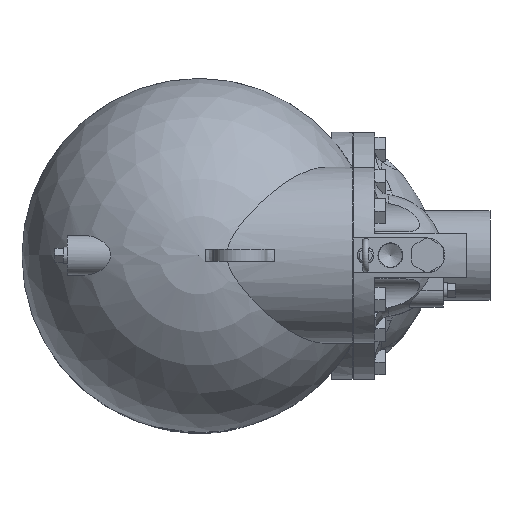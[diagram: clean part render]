
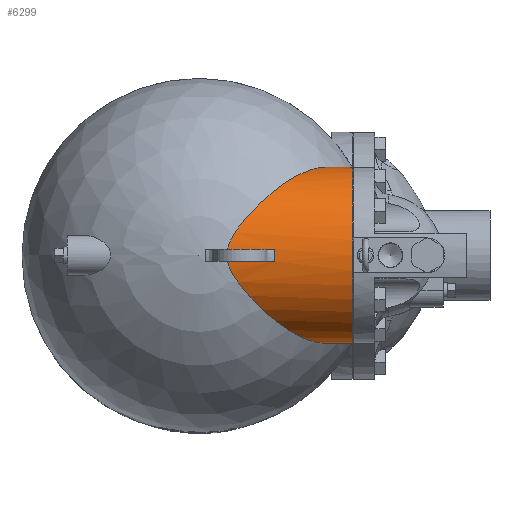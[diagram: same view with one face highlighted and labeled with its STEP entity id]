
A CAD part, top view. The second image highlights one B-rep face of the part: STEP entity #6299.
In plain terms, the highlighted cylindrical face has radius 107 mm (diameter 214 mm), a partial arc.
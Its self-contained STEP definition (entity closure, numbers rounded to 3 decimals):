
#569=LINE('',#12356,#1115);
#571=LINE('',#12361,#1117);
#605=LINE('',#12603,#1151);
#606=LINE('',#12606,#1152);
#1115=VECTOR('',#8230,10.);
#1117=VECTOR('',#8234,10.);
#1151=VECTOR('',#8386,10.);
#1152=VECTOR('',#8389,10.);
#1606=CIRCLE('',#6848,107.);
#1695=CYLINDRICAL_SURFACE('',#6847,107.);
#2002=FACE_OUTER_BOUND('',#2377,.T.);
#2377=EDGE_LOOP('',(#5745,#5746,#5747,#5748,#5749,#5750,#5751,#5752));
#2559=B_SPLINE_CURVE_WITH_KNOTS('',3,(#12272,#12273,#12274,#12275,#12276,
#12277,#12278,#12279,#12280,#12281,#12282,#12283,#12284,#12285,#12286,#12287,
#12288,#12289,#12290,#12291,#12292,#12293),.UNSPECIFIED.,.F.,.F.,(4,2,2,
2,2,2,2,2,2,2,4),(2.974,5.73,8.485,11.24,
13.996,15.583,17.171,18.759,20.346,
21.294,22.085),.UNSPECIFIED.);
#2560=B_SPLINE_CURVE_WITH_KNOTS('',3,(#12298,#12299,#12300,#12301,#12302,
#12303,#12304,#12305,#12306,#12307,#12308,#12309,#12310,#12311,#12312,#12313,
#12314,#12315,#12316,#12317,#12318,#12319,#12320,#12321),.UNSPECIFIED.,
 .F.,.F.,(4,2,2,2,2,2,2,2,2,2,2,4),(23.541,24.138,24.832,
25.526,26.913,28.3,29.687,32.461,
35.236,37.92,40.604,42.899),
 .UNSPECIFIED.);
#2570=B_SPLINE_CURVE_WITH_KNOTS('',3,(#12607,#12608,#12609,#12610),
 .UNSPECIFIED.,.F.,.F.,(4,4),(-45.73,-44.094),
 .UNSPECIFIED.);
#3098=VERTEX_POINT('',#12269);
#3099=VERTEX_POINT('',#12271);
#3100=VERTEX_POINT('',#12295);
#3101=VERTEX_POINT('',#12297);
#3106=VERTEX_POINT('',#12354);
#3108=VERTEX_POINT('',#12360);
#3161=VERTEX_POINT('',#12602);
#3162=VERTEX_POINT('',#12605);
#3955=EDGE_CURVE('',#3098,#3099,#2559,.T.);
#3958=EDGE_CURVE('',#3100,#3101,#2560,.T.);
#3966=EDGE_CURVE('',#3106,#3098,#569,.T.);
#3968=EDGE_CURVE('',#3108,#3101,#571,.T.);
#4046=EDGE_CURVE('',#3161,#3099,#605,.T.);
#4047=EDGE_CURVE('',#3108,#3106,#1606,.T.);
#4048=EDGE_CURVE('',#3100,#3162,#606,.T.);
#4049=EDGE_CURVE('',#3161,#3162,#2570,.T.);
#5745=ORIENTED_EDGE('',*,*,#4046,.T.);
#5746=ORIENTED_EDGE('',*,*,#3955,.F.);
#5747=ORIENTED_EDGE('',*,*,#3966,.F.);
#5748=ORIENTED_EDGE('',*,*,#4047,.F.);
#5749=ORIENTED_EDGE('',*,*,#3968,.T.);
#5750=ORIENTED_EDGE('',*,*,#3958,.F.);
#5751=ORIENTED_EDGE('',*,*,#4048,.T.);
#5752=ORIENTED_EDGE('',*,*,#4049,.F.);
#6299=ADVANCED_FACE('',(#2002),#1695,.T.);
#6847=AXIS2_PLACEMENT_3D('',#12601,#8384,#8385);
#6848=AXIS2_PLACEMENT_3D('',#12604,#8387,#8388);
#8230=DIRECTION('',(-1.,0.,0.));
#8234=DIRECTION('',(-1.,0.,0.));
#8384=DIRECTION('center_axis',(-1.,0.,0.));
#8385=DIRECTION('ref_axis',(0.,1.,0.));
#8386=DIRECTION('',(-1.,0.,0.));
#8387=DIRECTION('center_axis',(1.,0.,0.));
#8388=DIRECTION('ref_axis',(0.,1.,0.));
#8389=DIRECTION('',(1.,0.,0.));
#12269=CARTESIAN_POINT('',(153.9,-107.,235.313));
#12271=CARTESIAN_POINT('',(34.691,-7.5,342.05));
#12272=CARTESIAN_POINT('Ctrl Pts',(153.9,-107.,235.313));
#12273=CARTESIAN_POINT('Ctrl Pts',(148.713,-107.,242.893));
#12274=CARTESIAN_POINT('Ctrl Pts',(143.163,-106.183,250.615));
#12275=CARTESIAN_POINT('Ctrl Pts',(131.571,-102.876,265.736));
#12276=CARTESIAN_POINT('Ctrl Pts',(125.527,-100.387,273.133));
#12277=CARTESIAN_POINT('Ctrl Pts',(113.22,-93.956,287.084));
#12278=CARTESIAN_POINT('Ctrl Pts',(106.948,-90.011,293.643));
#12279=CARTESIAN_POINT('Ctrl Pts',(94.5,-81.064,305.549));
#12280=CARTESIAN_POINT('Ctrl Pts',(88.321,-76.063,310.896));
#12281=CARTESIAN_POINT('Ctrl Pts',(78.972,-67.776,318.21));
#12282=CARTESIAN_POINT('Ctrl Pts',(75.399,-64.45,320.836));
#12283=CARTESIAN_POINT('Ctrl Pts',(68.157,-57.317,325.771));
#12284=CARTESIAN_POINT('Ctrl Pts',(64.488,-53.511,328.08));
#12285=CARTESIAN_POINT('Ctrl Pts',(57.302,-45.554,332.236));
#12286=CARTESIAN_POINT('Ctrl Pts',(53.783,-41.406,334.082));
#12287=CARTESIAN_POINT('Ctrl Pts',(47.199,-32.878,337.239));
#12288=CARTESIAN_POINT('Ctrl Pts',(44.131,-28.501,338.55));
#12289=CARTESIAN_POINT('Ctrl Pts',(39.948,-21.344,340.199));
#12290=CARTESIAN_POINT('Ctrl Pts',(38.435,-18.439,340.758));
#12291=CARTESIAN_POINT('Ctrl Pts',(36.132,-12.843,341.571));
#12292=CARTESIAN_POINT('Ctrl Pts',(35.266,-10.195,341.861));
#12293=CARTESIAN_POINT('Ctrl Pts',(34.691,-7.5,342.05));
#12295=CARTESIAN_POINT('',(34.691,7.5,342.05));
#12297=CARTESIAN_POINT('',(153.9,107.,235.313));
#12298=CARTESIAN_POINT('Ctrl Pts',(34.691,7.5,342.05));
#12299=CARTESIAN_POINT('Ctrl Pts',(35.116,9.493,341.91));
#12300=CARTESIAN_POINT('Ctrl Pts',(35.694,11.434,341.717));
#12301=CARTESIAN_POINT('Ctrl Pts',(37.15,15.451,341.214));
#12302=CARTESIAN_POINT('Ctrl Pts',(38.068,17.524,340.889));
#12303=CARTESIAN_POINT('Ctrl Pts',(40.085,21.554,340.14));
#12304=CARTESIAN_POINT('Ctrl Pts',(41.185,23.511,339.717));
#12305=CARTESIAN_POINT('Ctrl Pts',(44.681,29.257,338.311));
#12306=CARTESIAN_POINT('Ctrl Pts',(47.266,32.926,337.192));
#12307=CARTESIAN_POINT('Ctrl Pts',(52.725,40.067,334.601));
#12308=CARTESIAN_POINT('Ctrl Pts',(55.598,43.533,333.129));
#12309=CARTESIAN_POINT('Ctrl Pts',(61.514,50.277,329.84));
#12310=CARTESIAN_POINT('Ctrl Pts',(64.558,53.555,328.022));
#12311=CARTESIAN_POINT('Ctrl Pts',(73.834,63.084,322.063));
#12312=CARTESIAN_POINT('Ctrl Pts',(80.186,69.006,317.423));
#12313=CARTESIAN_POINT('Ctrl Pts',(92.721,79.66,307.133));
#12314=CARTESIAN_POINT('Ctrl Pts',(98.908,84.387,301.483));
#12315=CARTESIAN_POINT('Ctrl Pts',(110.529,92.276,289.918));
#12316=CARTESIAN_POINT('Ctrl Pts',(116.417,95.781,283.582));
#12317=CARTESIAN_POINT('Ctrl Pts',(128.165,101.512,269.94));
#12318=CARTESIAN_POINT('Ctrl Pts',(134.026,103.738,262.635));
#12319=CARTESIAN_POINT('Ctrl Pts',(144.588,106.373,248.621));
#12320=CARTESIAN_POINT('Ctrl Pts',(149.342,107.,241.974));
#12321=CARTESIAN_POINT('Ctrl Pts',(153.9,107.,235.313));
#12354=CARTESIAN_POINT('',(187.,-107.,235.313));
#12356=CARTESIAN_POINT('',(187.,-107.,235.313));
#12360=CARTESIAN_POINT('',(187.,107.,235.313));
#12361=CARTESIAN_POINT('',(187.,107.,235.313));
#12601=CARTESIAN_POINT('Origin',(187.,0.,235.313));
#12602=CARTESIAN_POINT('',(91.78,-7.5,342.05));
#12603=CARTESIAN_POINT('',(187.,-7.5,342.05));
#12604=CARTESIAN_POINT('Origin',(187.,0.,235.313));
#12605=CARTESIAN_POINT('',(91.78,7.5,342.05));
#12606=CARTESIAN_POINT('',(187.,7.5,342.05));
#12607=CARTESIAN_POINT('Ctrl Pts',(91.78,-7.5,342.05));
#12608=CARTESIAN_POINT('Ctrl Pts',(91.852,-2.492,342.402));
#12609=CARTESIAN_POINT('Ctrl Pts',(91.852,2.498,342.402));
#12610=CARTESIAN_POINT('Ctrl Pts',(91.78,7.5,342.05));
